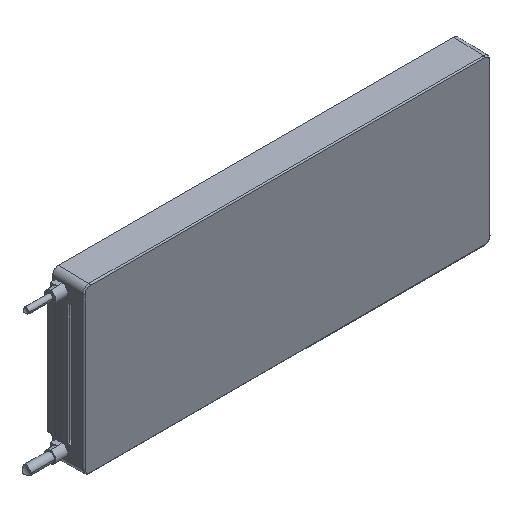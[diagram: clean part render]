
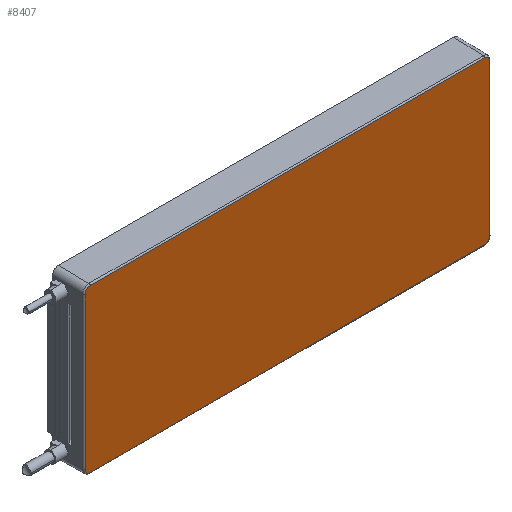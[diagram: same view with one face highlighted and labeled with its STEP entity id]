
A CAD part, isometric view. The second image highlights one B-rep face of the part: STEP entity #8407.
In plain terms, the highlighted planar face has unit normal (0, -1, 0).
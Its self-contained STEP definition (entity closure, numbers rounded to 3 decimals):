
#1774=DIRECTION('',(-1.,0.,0.));
#1775=VECTOR('',#1774,324.564);
#1776=CARTESIAN_POINT('',(309.73,-11.9,66.563));
#1777=LINE('',#1776,#1775);
#1778=CARTESIAN_POINT('',(313.73,-11.9,62.564));
#1779=CARTESIAN_POINT('',(313.73,-11.9,62.755));
#1780=CARTESIAN_POINT('',(313.703,-11.9,63.134));
#1781=CARTESIAN_POINT('',(313.581,-11.9,63.694));
#1782=CARTESIAN_POINT('',(313.381,-11.9,64.231));
#1783=CARTESIAN_POINT('',(313.106,-11.9,64.734));
#1784=CARTESIAN_POINT('',(312.763,-11.9,65.192));
#1785=CARTESIAN_POINT('',(312.358,-11.9,65.597));
#1786=CARTESIAN_POINT('',(311.9,-11.9,65.94));
#1787=CARTESIAN_POINT('',(311.397,-11.9,66.215));
#1788=CARTESIAN_POINT('',(310.861,-11.9,66.415));
#1789=CARTESIAN_POINT('',(310.3,-11.9,66.536));
#1790=CARTESIAN_POINT('',(309.922,-11.9,66.563));
#1791=CARTESIAN_POINT('',(309.73,-11.9,66.563));
#1793=DIRECTION('',(0.,0.,1.));
#1794=VECTOR('',#1793,125.128);
#1795=CARTESIAN_POINT('',(313.73,-11.9,
-62.564));
#1796=LINE('',#1795,#1794);
#1797=CARTESIAN_POINT('',(309.73,-11.9,
-66.563));
#1798=CARTESIAN_POINT('',(309.922,-11.9,
-66.563));
#1799=CARTESIAN_POINT('',(310.3,-11.9,-66.536));
#1800=CARTESIAN_POINT('',(310.861,-11.9,-66.415));
#1801=CARTESIAN_POINT('',(311.397,-11.9,-66.215));
#1802=CARTESIAN_POINT('',(311.9,-11.9,-65.94));
#1803=CARTESIAN_POINT('',(312.358,-11.9,-65.597));
#1804=CARTESIAN_POINT('',(312.763,-11.9,-65.192));
#1805=CARTESIAN_POINT('',(313.107,-11.9,-64.733));
#1806=CARTESIAN_POINT('',(313.381,-11.9,-64.231));
#1807=CARTESIAN_POINT('',(313.581,-11.9,-63.694));
#1808=CARTESIAN_POINT('',(313.703,-11.9,
-63.134));
#1809=CARTESIAN_POINT('',(313.73,-11.9,
-62.755));
#1810=CARTESIAN_POINT('',(313.73,-11.9,
-62.564));
#1812=DIRECTION('',(1.,0.,0.));
#1813=VECTOR('',#1812,324.564);
#1814=CARTESIAN_POINT('',(-14.834,-11.9,-66.563));
#1815=LINE('',#1814,#1813);
#1816=CARTESIAN_POINT('',(-18.834,-11.9,-62.563));
#1817=CARTESIAN_POINT('',(-18.834,-11.9,
-62.754));
#1818=CARTESIAN_POINT('',(-18.807,-11.9,-63.133));
#1819=CARTESIAN_POINT('',(-18.685,-11.9,-63.694));
#1820=CARTESIAN_POINT('',(-18.485,-11.9,-64.23));
#1821=CARTESIAN_POINT('',(-18.21,-11.9,-64.733));
#1822=CARTESIAN_POINT('',(-17.867,-11.9,-65.192));
#1823=CARTESIAN_POINT('',(-17.462,-11.9,-65.597));
#1824=CARTESIAN_POINT('',(-17.003,-11.9,-65.94));
#1825=CARTESIAN_POINT('',(-16.5,-11.9,-66.215));
#1826=CARTESIAN_POINT('',(-15.964,-11.9,-66.415));
#1827=CARTESIAN_POINT('',(-15.403,-11.9,
-66.536));
#1828=CARTESIAN_POINT('',(-15.025,-11.9,
-66.563));
#1829=CARTESIAN_POINT('',(-14.834,-11.9,-66.563));
#1831=DIRECTION('',(0.,0.,-1.));
#1832=VECTOR('',#1831,125.126);
#1833=CARTESIAN_POINT('',(-18.834,-11.9,62.563));
#1834=LINE('',#1833,#1832);
#1835=CARTESIAN_POINT('',(-14.834,-11.9,66.563));
#1836=CARTESIAN_POINT('',(-15.025,-11.9,
66.563));
#1837=CARTESIAN_POINT('',(-15.403,-11.9,66.536));
#1838=CARTESIAN_POINT('',(-15.964,-11.9,66.415));
#1839=CARTESIAN_POINT('',(-16.501,-11.9,66.215));
#1840=CARTESIAN_POINT('',(-17.003,-11.9,65.94));
#1841=CARTESIAN_POINT('',(-17.462,-11.9,65.597));
#1842=CARTESIAN_POINT('',(-17.867,-11.9,65.192));
#1843=CARTESIAN_POINT('',(-18.21,-11.9,64.733));
#1844=CARTESIAN_POINT('',(-18.485,-11.9,64.23));
#1845=CARTESIAN_POINT('',(-18.685,-11.9,63.693));
#1846=CARTESIAN_POINT('',(-18.807,-11.9,
63.133));
#1847=CARTESIAN_POINT('',(-18.834,-11.9,
62.754));
#1848=CARTESIAN_POINT('',(-18.834,-11.9,62.563));
#5290=CARTESIAN_POINT('',(309.73,-11.9,66.563));
#5291=CARTESIAN_POINT('',(-14.834,-11.9,66.563));
#5292=VERTEX_POINT('',#5290);
#5293=VERTEX_POINT('',#5291);
#5298=VERTEX_POINT('',#1848);
#5300=CARTESIAN_POINT('',(-18.834,-11.9,-62.563));
#5301=VERTEX_POINT('',#5300);
#5302=VERTEX_POINT('',#1829);
#5305=CARTESIAN_POINT('',(309.73,-11.9,
-66.563));
#5306=VERTEX_POINT('',#5305);
#5587=VERTEX_POINT('',#1810);
#5589=CARTESIAN_POINT('',(313.73,-11.9,62.564));
#5590=VERTEX_POINT('',#5589);
#8385=CARTESIAN_POINT('',(147.666,-11.9,0.));
#8386=DIRECTION('',(0.,1.,0.));
#8387=DIRECTION('',(-1.,0.,0.));
#8388=AXIS2_PLACEMENT_3D('',#8385,#8386,#8387);
#8389=PLANE('',#8388);
#8391=ORIENTED_EDGE('',*,*,#8390,.F.);
#8393=ORIENTED_EDGE('',*,*,#8392,.F.);
#8395=ORIENTED_EDGE('',*,*,#8394,.F.);
#8397=ORIENTED_EDGE('',*,*,#8396,.F.);
#8399=ORIENTED_EDGE('',*,*,#8398,.F.);
#8400=ORIENTED_EDGE('',*,*,#8368,.F.);
#8402=ORIENTED_EDGE('',*,*,#8401,.F.);
#8404=ORIENTED_EDGE('',*,*,#8403,.F.);
#8405=EDGE_LOOP('',(#8391,#8393,#8395,#8397,#8399,#8400,#8402,#8404));
#8406=FACE_OUTER_BOUND('',#8405,.F.);
#8407=ADVANCED_FACE('',(#8406),#8389,.F.);
#1792=B_SPLINE_CURVE_WITH_KNOTS('',3,(#1778,#1779,#1780,#1781,#1782,#1783,#1784,
#1785,#1786,#1787,#1788,#1789,#1790,#1791),.UNSPECIFIED.,.F.,.F.,(4,1,1,1,1,1,1,
1,1,1,1,4),(0.,0.091,0.182,0.273,
0.364,0.455,0.545,0.636,
0.727,0.818,0.909,1.),.UNSPECIFIED.);
#1811=B_SPLINE_CURVE_WITH_KNOTS('',3,(#1797,#1798,#1799,#1800,#1801,#1802,#1803,
#1804,#1805,#1806,#1807,#1808,#1809,#1810),.UNSPECIFIED.,.F.,.F.,(4,1,1,1,1,1,1,
1,1,1,1,4),(0.,0.091,0.182,0.273,
0.364,0.455,0.545,0.636,
0.727,0.818,0.909,1.),.UNSPECIFIED.);
#1830=B_SPLINE_CURVE_WITH_KNOTS('',3,(#1816,#1817,#1818,#1819,#1820,#1821,#1822,
#1823,#1824,#1825,#1826,#1827,#1828,#1829),.UNSPECIFIED.,.F.,.F.,(4,1,1,1,1,1,1,
1,1,1,1,4),(0.,0.091,0.182,0.273,
0.364,0.455,0.545,0.636,
0.727,0.818,0.909,1.),.UNSPECIFIED.);
#1849=B_SPLINE_CURVE_WITH_KNOTS('',3,(#1835,#1836,#1837,#1838,#1839,#1840,#1841,
#1842,#1843,#1844,#1845,#1846,#1847,#1848),.UNSPECIFIED.,.F.,.F.,(4,1,1,1,1,1,1,
1,1,1,1,4),(0.,0.091,0.182,0.273,
0.364,0.455,0.545,0.636,
0.727,0.818,0.909,1.),.UNSPECIFIED.);
#8368=EDGE_CURVE('',#5301,#5302,#1830,.T.);
#8390=EDGE_CURVE('',#5292,#5293,#1777,.T.);
#8392=EDGE_CURVE('',#5590,#5292,#1792,.T.);
#8394=EDGE_CURVE('',#5587,#5590,#1796,.T.);
#8396=EDGE_CURVE('',#5306,#5587,#1811,.T.);
#8398=EDGE_CURVE('',#5302,#5306,#1815,.T.);
#8401=EDGE_CURVE('',#5298,#5301,#1834,.T.);
#8403=EDGE_CURVE('',#5293,#5298,#1849,.T.);
